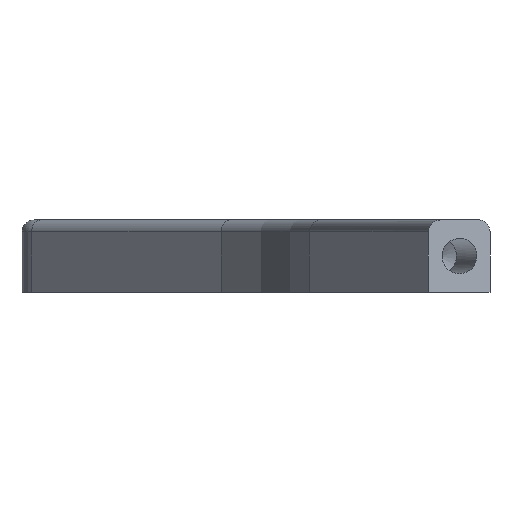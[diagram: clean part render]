
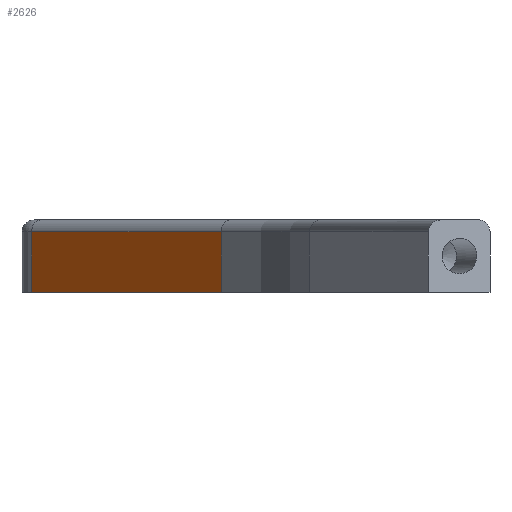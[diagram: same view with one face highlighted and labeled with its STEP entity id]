
A CAD part, left-side view. The second image highlights one B-rep face of the part: STEP entity #2626.
In plain terms, the highlighted planar face has unit normal (-0.652, 0.758, 0).
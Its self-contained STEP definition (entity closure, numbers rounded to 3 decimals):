
#340 = CYLINDRICAL_SURFACE('',#341,3.);
#341 = AXIS2_PLACEMENT_3D('',#342,#343,#344);
#342 = CARTESIAN_POINT('',(34.545,14.855,15.));
#343 = DIRECTION('',(0.758,0.652,0.));
#344 = DIRECTION('',(-0.652,0.758,0.));
#988 = VERTEX_POINT('',#989);
#989 = CARTESIAN_POINT('',(32.589,17.129,15.));
#1004 = CYLINDRICAL_SURFACE('',#1005,100.);
#1005 = AXIS2_PLACEMENT_3D('',#1006,#1007,#1008);
#1006 = CARTESIAN_POINT('',(-32.624,92.94,0.));
#1007 = DIRECTION('',(0.,0.,1.));
#1008 = DIRECTION('',(0.652,-0.758,0.));
#1045 = VERTEX_POINT('',#1046);
#1046 = CARTESIAN_POINT('',(87.573,64.427,15.));
#1068 = EDGE_CURVE('',#988,#1045,#1069,.T.);
#1069 = SURFACE_CURVE('',#1070,(#1074,#1081),.PCURVE_S1.);
#1070 = LINE('',#1071,#1072);
#1071 = CARTESIAN_POINT('',(32.589,17.129,15.));
#1072 = VECTOR('',#1073,1.);
#1073 = DIRECTION('',(0.758,0.652,0.));
#1074 = PCURVE('',#340,#1075);
#1075 = DEFINITIONAL_REPRESENTATION('',(#1076),#1080);
#1076 = LINE('',#1077,#1078);
#1077 = CARTESIAN_POINT('',(0.,0.));
#1078 = VECTOR('',#1079,1.);
#1079 = DIRECTION('',(0.,1.));
#1080 = ( GEOMETRIC_REPRESENTATION_CONTEXT(2) 
PARAMETRIC_REPRESENTATION_CONTEXT() REPRESENTATION_CONTEXT('2D SPACE',''
  ) );
#1081 = PCURVE('',#1082,#1087);
#1082 = PLANE('',#1083);
#1083 = AXIS2_PLACEMENT_3D('',#1084,#1085,#1086);
#1084 = CARTESIAN_POINT('',(90.385,66.846,0.));
#1085 = DIRECTION('',(0.652,-0.758,0.));
#1086 = DIRECTION('',(-0.758,-0.652,0.));
#1087 = DEFINITIONAL_REPRESENTATION('',(#1088),#1092);
#1088 = LINE('',#1089,#1090);
#1089 = CARTESIAN_POINT('',(76.237,-15.));
#1090 = VECTOR('',#1091,1.);
#1091 = DIRECTION('',(-1.,0.));
#1092 = ( GEOMETRIC_REPRESENTATION_CONTEXT(2) 
PARAMETRIC_REPRESENTATION_CONTEXT() REPRESENTATION_CONTEXT('2D SPACE',''
  ) );
#1115 = CYLINDRICAL_SURFACE('',#1116,10.);
#1116 = AXIS2_PLACEMENT_3D('',#1117,#1118,#1119);
#1117 = CARTESIAN_POINT('',(94.094,56.846,0.));
#1118 = DIRECTION('',(0.,0.,1.));
#1119 = DIRECTION('',(0.,1.,0.));
#1565 = PLANE('',#1566);
#1566 = AXIS2_PLACEMENT_3D('',#1567,#1568,#1569);
#1567 = CARTESIAN_POINT('',(-1.53,-6.588,0.));
#1568 = DIRECTION('',(0.,0.,1.));
#1569 = DIRECTION('',(1.,0.,0.));
#2576 = EDGE_CURVE('',#2577,#988,#2579,.T.);
#2577 = VERTEX_POINT('',#2578);
#2578 = CARTESIAN_POINT('',(32.589,17.129,0.));
#2579 = SURFACE_CURVE('',#2580,(#2584,#2591),.PCURVE_S1.);
#2580 = LINE('',#2581,#2582);
#2581 = CARTESIAN_POINT('',(32.589,17.129,0.));
#2582 = VECTOR('',#2583,1.);
#2583 = DIRECTION('',(0.,0.,1.));
#2584 = PCURVE('',#1004,#2585);
#2585 = DEFINITIONAL_REPRESENTATION('',(#2586),#2590);
#2586 = LINE('',#2587,#2588);
#2587 = CARTESIAN_POINT('',(-0.,0.));
#2588 = VECTOR('',#2589,1.);
#2589 = DIRECTION('',(-0.,1.));
#2590 = ( GEOMETRIC_REPRESENTATION_CONTEXT(2) 
PARAMETRIC_REPRESENTATION_CONTEXT() REPRESENTATION_CONTEXT('2D SPACE',''
  ) );
#2591 = PCURVE('',#1082,#2592);
#2592 = DEFINITIONAL_REPRESENTATION('',(#2593),#2597);
#2593 = LINE('',#2594,#2595);
#2594 = CARTESIAN_POINT('',(76.237,-0.));
#2595 = VECTOR('',#2596,1.);
#2596 = DIRECTION('',(0.,-1.));
#2597 = ( GEOMETRIC_REPRESENTATION_CONTEXT(2) 
PARAMETRIC_REPRESENTATION_CONTEXT() REPRESENTATION_CONTEXT('2D SPACE',''
  ) );
#2626 = ADVANCED_FACE('',(#2627),#1082,.F.);
#2627 = FACE_BOUND('',#2628,.F.);
#2628 = EDGE_LOOP('',(#2629,#2630,#2653,#2674));
#2629 = ORIENTED_EDGE('',*,*,#2576,.F.);
#2630 = ORIENTED_EDGE('',*,*,#2631,.F.);
#2631 = EDGE_CURVE('',#2632,#2577,#2634,.T.);
#2632 = VERTEX_POINT('',#2633);
#2633 = CARTESIAN_POINT('',(87.573,64.427,0.));
#2634 = SURFACE_CURVE('',#2635,(#2639,#2646),.PCURVE_S1.);
#2635 = LINE('',#2636,#2637);
#2636 = CARTESIAN_POINT('',(90.385,66.846,0.));
#2637 = VECTOR('',#2638,1.);
#2638 = DIRECTION('',(-0.758,-0.652,0.));
#2639 = PCURVE('',#1082,#2640);
#2640 = DEFINITIONAL_REPRESENTATION('',(#2641),#2645);
#2641 = LINE('',#2642,#2643);
#2642 = CARTESIAN_POINT('',(0.,0.));
#2643 = VECTOR('',#2644,1.);
#2644 = DIRECTION('',(1.,-0.));
#2645 = ( GEOMETRIC_REPRESENTATION_CONTEXT(2) 
PARAMETRIC_REPRESENTATION_CONTEXT() REPRESENTATION_CONTEXT('2D SPACE',''
  ) );
#2646 = PCURVE('',#1565,#2647);
#2647 = DEFINITIONAL_REPRESENTATION('',(#2648),#2652);
#2648 = LINE('',#2649,#2650);
#2649 = CARTESIAN_POINT('',(91.915,73.433));
#2650 = VECTOR('',#2651,1.);
#2651 = DIRECTION('',(-0.758,-0.652));
#2652 = ( GEOMETRIC_REPRESENTATION_CONTEXT(2) 
PARAMETRIC_REPRESENTATION_CONTEXT() REPRESENTATION_CONTEXT('2D SPACE',''
  ) );
#2653 = ORIENTED_EDGE('',*,*,#2654,.T.);
#2654 = EDGE_CURVE('',#2632,#1045,#2655,.T.);
#2655 = SURFACE_CURVE('',#2656,(#2660,#2667),.PCURVE_S1.);
#2656 = LINE('',#2657,#2658);
#2657 = CARTESIAN_POINT('',(87.573,64.427,0.));
#2658 = VECTOR('',#2659,1.);
#2659 = DIRECTION('',(0.,0.,1.));
#2660 = PCURVE('',#1082,#2661);
#2661 = DEFINITIONAL_REPRESENTATION('',(#2662),#2666);
#2662 = LINE('',#2663,#2664);
#2663 = CARTESIAN_POINT('',(3.709,-0.));
#2664 = VECTOR('',#2665,1.);
#2665 = DIRECTION('',(0.,-1.));
#2666 = ( GEOMETRIC_REPRESENTATION_CONTEXT(2) 
PARAMETRIC_REPRESENTATION_CONTEXT() REPRESENTATION_CONTEXT('2D SPACE',''
  ) );
#2667 = PCURVE('',#1115,#2668);
#2668 = DEFINITIONAL_REPRESENTATION('',(#2669),#2673);
#2669 = LINE('',#2670,#2671);
#2670 = CARTESIAN_POINT('',(0.71,0.));
#2671 = VECTOR('',#2672,1.);
#2672 = DIRECTION('',(0.,1.));
#2673 = ( GEOMETRIC_REPRESENTATION_CONTEXT(2) 
PARAMETRIC_REPRESENTATION_CONTEXT() REPRESENTATION_CONTEXT('2D SPACE',''
  ) );
#2674 = ORIENTED_EDGE('',*,*,#1068,.F.);
